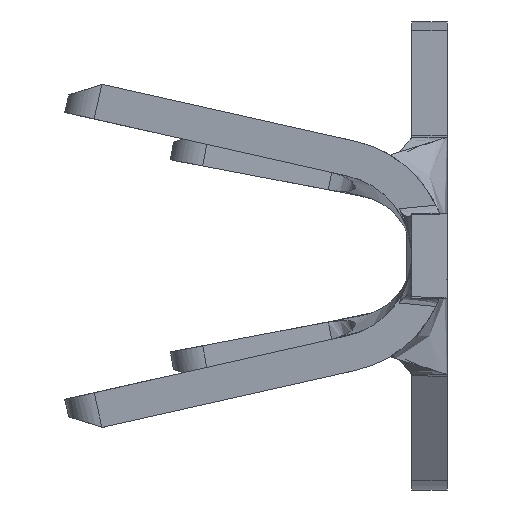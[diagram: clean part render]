
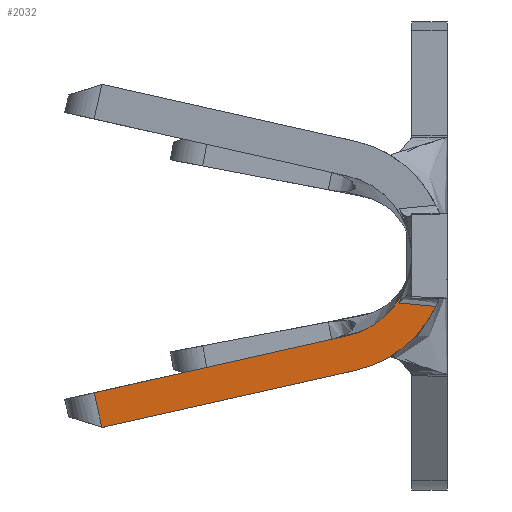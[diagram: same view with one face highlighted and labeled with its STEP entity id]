
A CAD part, left-side view. The second image highlights one B-rep face of the part: STEP entity #2032.
In plain terms, the highlighted planar face has unit normal (-0.996, 0.087, 0).
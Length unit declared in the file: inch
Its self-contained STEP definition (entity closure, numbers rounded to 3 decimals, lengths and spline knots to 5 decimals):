
#7 = CARTESIAN_POINT ( 'NONE',  ( -0.69238, 0.02999, -0.03643 ) ) ;
#15 = CARTESIAN_POINT ( 'NONE',  ( -0.67209, 0.26182, -0.12983 ) ) ;
#230 = VECTOR ( 'NONE', #335, 39.37008 ) ;
#307 = VERTEX_POINT ( 'NONE', #1513 ) ;
#320 = EDGE_CURVE ( 'NONE', #1708, #1275, #4887, .T. ) ;
#335 = DIRECTION ( 'NONE',  ( -0.085, -0.972, 0.219 ) ) ;
#378 = VECTOR ( 'NONE', #4104, 39.37008 ) ;
#558 = B_SPLINE_CURVE_WITH_KNOTS ( 'NONE', 3,
 ( #583, #7551, #1776, #5837, #2369, #6416, #2969, #6993, #3552, #7, #4140, #613, #4716 ),
 .UNSPECIFIED., .F., .F.,
 ( 4, 3, 3, 3, 4 ),
 ( 0., 0.00007, 0.00033, 0.00055, 0.00071 ),
 .UNSPECIFIED. ) ;
#583 = CARTESIAN_POINT ( 'NONE',  ( -0.69424, 0.00869, -0.03836 ) ) ;
#613 = CARTESIAN_POINT ( 'NONE',  ( -0.692, 0.03428, -0.03599 ) ) ;
#732 = ORIENTED_EDGE ( 'NONE', *, *, #320, .T. ) ;
#788 = VERTEX_POINT ( 'NONE', #983 ) ;
#966 = CARTESIAN_POINT ( 'NONE',  ( -0.69226, 0.03128, -0.02264 ) ) ;
#983 = CARTESIAN_POINT ( 'NONE',  ( -0.67214, 0.26126, -0.13 ) ) ;
#1037 = PLANE ( 'NONE',  #1862 ) ;
#1125 = CARTESIAN_POINT ( 'NONE',  ( -0.68892, 0.06946, -0.08683 ) ) ;
#1158 = LINE ( 'NONE', #5624, #7145 ) ;
#1275 = VERTEX_POINT ( 'NONE', #15 ) ;
#1323 = ORIENTED_EDGE ( 'NONE', *, *, #5906, .F. ) ;
#1397 = CARTESIAN_POINT ( 'NONE',  ( -0.67321, 0.24906, -0.18649 ) ) ;
#1401 = CARTESIAN_POINT ( 'NONE',  ( -0.69181, 0.03642, -0.03575 ) ) ;
#1455 = CARTESIAN_POINT ( 'NONE',  ( -0.67006, 0.28505, -0.12258 ) ) ;
#1501 = FACE_OUTER_BOUND ( 'NONE', #3912, .T. ) ;
#1513 = CARTESIAN_POINT ( 'NONE',  ( -0.69181, 0.03642, -0.03575 ) ) ;
#1708 = VERTEX_POINT ( 'NONE', #5418 ) ;
#1761 = ORIENTED_EDGE ( 'NONE', *, *, #4952, .F. ) ;
#1776 = CARTESIAN_POINT ( 'NONE',  ( -0.69408, 0.01047, -0.03819 ) ) ;
#1862 = AXIS2_PLACEMENT_3D ( 'NONE', #5119, #3401, #7433 ) ;
#1962 = EDGE_CURVE ( 'NONE', #3668, #3759, #5982, .T. ) ;
#2000 = ORIENTED_EDGE ( 'NONE', *, *, #2125, .T. ) ;
#2032 = ADVANCED_FACE ( 'NONE', ( #1501 ), #1037, .F. ) ;
#2076 = B_SPLINE_CURVE_WITH_KNOTS ( 'NONE', 3,
 ( #1401, #4888, #2575, #6618 ),
 .UNSPECIFIED., .F., .F.,
 ( 4, 4 ),
 ( 0., 0.00036 ),
 .UNSPECIFIED. ) ;
#2125 = EDGE_CURVE ( 'NONE', #4224, #307, #558, .T. ) ;
#2369 = CARTESIAN_POINT ( 'NONE',  ( -0.69371, 0.01477, -0.03779 ) ) ;
#2475 = CARTESIAN_POINT ( 'NONE',  ( -0.68892, 0.06946, -0.08683 ) ) ;
#2575 = CARTESIAN_POINT ( 'NONE',  ( -0.69211, 0.033, -0.02701 ) ) ;
#2706 = CARTESIAN_POINT ( 'NONE',  ( -0.6902, 0.05489, -0.05587 ) ) ;
#2823 = ORIENTED_EDGE ( 'NONE', *, *, #4333, .T. ) ;
#2964 = EDGE_CURVE ( 'NONE', #788, #1275, #5839, .T. ) ;
#2969 = CARTESIAN_POINT ( 'NONE',  ( -0.69311, 0.02162, -0.03721 ) ) ;
#3052 = CARTESIAN_POINT ( 'NONE',  ( -0.69424, 0.00869, -0.03836 ) ) ;
#3401 = DIRECTION ( 'NONE',  ( 0.996, -0.087, 0. ) ) ;
#3552 = CARTESIAN_POINT ( 'NONE',  ( -0.69262, 0.0272, -0.03671 ) ) ;
#3583 = CARTESIAN_POINT ( 'NONE',  ( -0.69226, 0.03128, -0.02264 ) ) ;
#3668 = VERTEX_POINT ( 'NONE', #4603 ) ;
#3670 = ORIENTED_EDGE ( 'NONE', *, *, #2964, .F. ) ;
#3759 = VERTEX_POINT ( 'NONE', #3583 ) ;
#3877 = CARTESIAN_POINT ( 'NONE',  ( -0.69159, 0.03895, -0.0422 ) ) ;
#3912 = EDGE_LOOP ( 'NONE', ( #4383, #2000, #2823, #5462, #1761, #732, #3670, #1323 ) ) ;
#4104 = DIRECTION ( 'NONE',  ( -0.019, -0.22, -0.975 ) ) ;
#4140 = CARTESIAN_POINT ( 'NONE',  ( -0.69219, 0.03214, -0.03622 ) ) ;
#4214 = CARTESIAN_POINT ( 'NONE',  ( -0.69319, 0.02066, -0.06342 ) ) ;
#4224 = VERTEX_POINT ( 'NONE', #7071 ) ;
#4333 = EDGE_CURVE ( 'NONE', #307, #3759, #2076, .T. ) ;
#4383 = ORIENTED_EDGE ( 'NONE', *, *, #7070, .F. ) ;
#4469 = CARTESIAN_POINT ( 'NONE',  ( -0.6884, 0.07539, -0.06049 ) ) ;
#4603 = CARTESIAN_POINT ( 'NONE',  ( -0.6884, 0.07539, -0.06049 ) ) ;
#4716 = CARTESIAN_POINT ( 'NONE',  ( -0.69181, 0.03642, -0.03575 ) ) ;
#4887 = LINE ( 'NONE', #1397, #378 ) ;
#4888 = CARTESIAN_POINT ( 'NONE',  ( -0.69196, 0.03471, -0.03138 ) ) ;
#4952 = EDGE_CURVE ( 'NONE', #1708, #3668, #6262, .T. ) ;
#5035 = CARTESIAN_POINT ( 'NONE',  ( -0.68845, 0.07484, -0.06036 ) ) ;
#5119 = CARTESIAN_POINT ( 'NONE',  ( -0.695, 0., -0.13 ) ) ;
#5418 = CARTESIAN_POINT ( 'NONE',  ( -0.67158, 0.26768, -0.10377 ) ) ;
#5462 = ORIENTED_EDGE ( 'NONE', *, *, #1962, .F. ) ;
#5624 = CARTESIAN_POINT ( 'NONE',  ( -0.68897, 0.06895, -0.08671 ) ) ;
#5837 = CARTESIAN_POINT ( 'NONE',  ( -0.69401, 0.01136, -0.0381 ) ) ;
#5839 = LINE ( 'NONE', #1455, #7190 ) ;
#5906 = EDGE_CURVE ( 'NONE', #6068, #788, #1158, .T. ) ;
#5941 = CARTESIAN_POINT ( 'NONE',  ( -0.69129, 0.04237, -0.08073 ) ) ;
#5982 =( BOUNDED_CURVE ( )  B_SPLINE_CURVE ( 3, ( #4469, #2706, #3877, #966 ),
 .UNSPECIFIED., .F., .T. ) 
 B_SPLINE_CURVE_WITH_KNOTS ( ( 4, 4 ),
 ( 1.79219, 2.76778 ),
 .UNSPECIFIED. ) 
 CURVE ( )  GEOMETRIC_REPRESENTATION_ITEM ( )  RATIONAL_B_SPLINE_CURVE ( ( 1., 0.922, 0.922, 1. ) ) 
 REPRESENTATION_ITEM ( '' )  );
#6068 = VERTEX_POINT ( 'NONE', #1125 ) ;
#6262 = LINE ( 'NONE', #5035, #230 ) ;
#6416 = CARTESIAN_POINT ( 'NONE',  ( -0.69341, 0.0182, -0.03751 ) ) ;
#6484 =( BOUNDED_CURVE ( )  B_SPLINE_CURVE ( 3, ( #3052, #4214, #5941, #2475 ),
 .UNSPECIFIED., .F., .T. ) 
 B_SPLINE_CURVE_WITH_KNOTS ( ( 4, 4 ),
 ( 3.58722, 4.49099 ),
 .UNSPECIFIED. ) 
 CURVE ( )  GEOMETRIC_REPRESENTATION_ITEM ( )  RATIONAL_B_SPLINE_CURVE ( ( 1., 0.933, 0.933, 1. ) ) 
 REPRESENTATION_ITEM ( '' )  );
#6618 = CARTESIAN_POINT ( 'NONE',  ( -0.69226, 0.03128, -0.02264 ) ) ;
#6671 = DIRECTION ( 'NONE',  ( 0.083, 0.951, 0.297 ) ) ;
#6993 = CARTESIAN_POINT ( 'NONE',  ( -0.69286, 0.02441, -0.03697 ) ) ;
#7070 = EDGE_CURVE ( 'NONE', #4224, #6068, #6484, .T. ) ;
#7071 = CARTESIAN_POINT ( 'NONE',  ( -0.69424, 0.00869, -0.03836 ) ) ;
#7145 = VECTOR ( 'NONE', #7315, 39.37008 ) ;
#7190 = VECTOR ( 'NONE', #6671, 39.37008 ) ;
#7315 = DIRECTION ( 'NONE',  ( 0.085, 0.972, -0.219 ) ) ;
#7433 = DIRECTION ( 'NONE',  ( 0.087, 0.996, 0. ) ) ;
#7551 = CARTESIAN_POINT ( 'NONE',  ( -0.69416, 0.00958, -0.03827 ) ) ;
